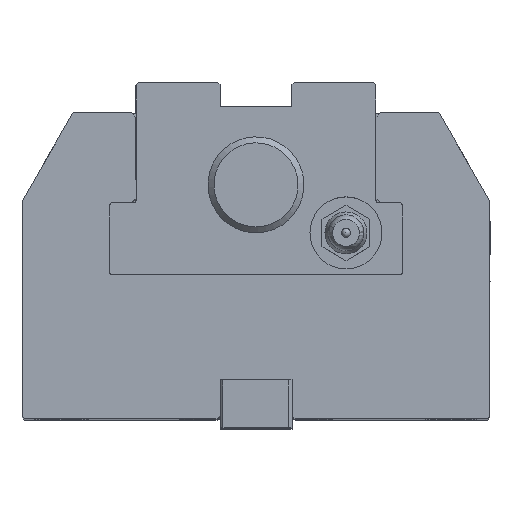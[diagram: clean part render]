
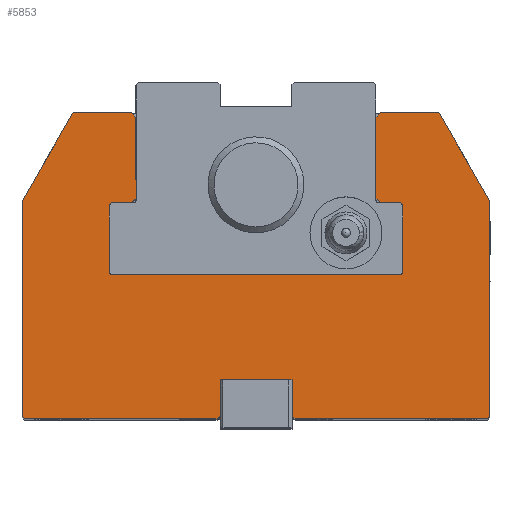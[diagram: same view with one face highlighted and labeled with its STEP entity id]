
A CAD part, top view. The second image highlights one B-rep face of the part: STEP entity #5853.
In plain terms, the highlighted planar face has unit normal (0, 0, 1).
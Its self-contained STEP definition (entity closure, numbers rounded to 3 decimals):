
#153=PLANE('',#6381);
#469=FACE_OUTER_BOUND('',#788,.T.);
#788=EDGE_LOOP('',(#4453,#4454,#4455,#4456,#4457,#4458,#4459,#4460,#4461,
#4462,#4463,#4464,#4465,#4466,#4467,#4468,#4469,#4470,#4471,#4472,#4473,
#4474,#4475,#4476,#4477,#4478,#4479,#4480,#4481,#4482));
#1083=LINE('',#8808,#1672);
#1102=LINE('',#8853,#1691);
#1112=LINE('',#8886,#1701);
#1161=LINE('',#9037,#1750);
#1175=LINE('',#9071,#1764);
#1225=LINE('',#9212,#1814);
#1229=LINE('',#9224,#1818);
#1232=LINE('',#9228,#1821);
#1236=LINE('',#9234,#1825);
#1239=LINE('',#9239,#1828);
#1244=LINE('',#9247,#1833);
#1247=LINE('',#9253,#1836);
#1250=LINE('',#9259,#1839);
#1253=LINE('',#9265,#1842);
#1256=LINE('',#9270,#1845);
#1261=LINE('',#9284,#1850);
#1265=LINE('',#9307,#1854);
#1268=LINE('',#9313,#1857);
#1271=LINE('',#9319,#1860);
#1274=LINE('',#9325,#1863);
#1275=LINE('',#9328,#1864);
#1280=LINE('',#9343,#1869);
#1281=LINE('',#9344,#1870);
#1282=LINE('',#9346,#1871);
#1283=LINE('',#9348,#1872);
#1284=LINE('',#9349,#1873);
#1672=VECTOR('',#7003,1000.);
#1691=VECTOR('',#7036,1000.);
#1701=VECTOR('',#7052,1000.);
#1750=VECTOR('',#7165,1000.);
#1764=VECTOR('',#7201,1000.);
#1814=VECTOR('',#7305,1000.);
#1818=VECTOR('',#7313,1000.);
#1821=VECTOR('',#7316,1000.);
#1825=VECTOR('',#7322,1000.);
#1828=VECTOR('',#7327,1000.);
#1833=VECTOR('',#7334,1000.);
#1836=VECTOR('',#7339,1000.);
#1839=VECTOR('',#7344,1000.);
#1842=VECTOR('',#7349,1000.);
#1845=VECTOR('',#7354,1000.);
#1850=VECTOR('',#7369,1000.);
#1854=VECTOR('',#7381,1000.);
#1857=VECTOR('',#7386,1000.);
#1860=VECTOR('',#7391,1000.);
#1863=VECTOR('',#7396,1000.);
#1864=VECTOR('',#7401,1000.);
#1869=VECTOR('',#7414,1000.);
#1870=VECTOR('',#7415,1000.);
#1871=VECTOR('',#7416,1000.);
#1872=VECTOR('',#7417,1000.);
#1873=VECTOR('',#7418,1000.);
#2283=CIRCLE('',#6283,0.56);
#2309=CIRCLE('',#6365,0.56);
#2310=CIRCLE('',#6367,0.56);
#2311=CIRCLE('',#6370,0.56);
#2566=VERTEX_POINT('',#8805);
#2567=VERTEX_POINT('',#8807);
#2585=VERTEX_POINT('',#8850);
#2586=VERTEX_POINT('',#8852);
#2590=VERTEX_POINT('',#8873);
#2594=VERTEX_POINT('',#8884);
#2640=VERTEX_POINT('',#9034);
#2641=VERTEX_POINT('',#9036);
#2648=VERTEX_POINT('',#9065);
#2692=VERTEX_POINT('',#9210);
#2697=VERTEX_POINT('',#9221);
#2698=VERTEX_POINT('',#9223);
#2699=VERTEX_POINT('',#9226);
#2701=VERTEX_POINT('',#9237);
#2703=VERTEX_POINT('',#9245);
#2705=VERTEX_POINT('',#9251);
#2707=VERTEX_POINT('',#9257);
#2709=VERTEX_POINT('',#9263);
#2710=VERTEX_POINT('',#9268);
#2711=VERTEX_POINT('',#9274);
#2714=VERTEX_POINT('',#9282);
#2716=VERTEX_POINT('',#9297);
#2719=VERTEX_POINT('',#9305);
#2721=VERTEX_POINT('',#9311);
#2723=VERTEX_POINT('',#9317);
#2725=VERTEX_POINT('',#9323);
#2730=VERTEX_POINT('',#9341);
#2731=VERTEX_POINT('',#9342);
#2732=VERTEX_POINT('',#9345);
#2733=VERTEX_POINT('',#9347);
#3178=EDGE_CURVE('',#2567,#2566,#1083,.T.);
#3200=EDGE_CURVE('',#2586,#2585,#1102,.T.);
#3206=EDGE_CURVE('',#2585,#2590,#2283,.T.);
#3212=EDGE_CURVE('',#2590,#2594,#1112,.T.);
#3279=EDGE_CURVE('',#2641,#2640,#1161,.T.);
#3298=EDGE_CURVE('',#2648,#2641,#1175,.T.);
#3359=EDGE_CURVE('',#2640,#2692,#1225,.T.);
#3364=EDGE_CURVE('',#2698,#2697,#1229,.T.);
#3367=EDGE_CURVE('',#2692,#2699,#1232,.T.);
#3371=EDGE_CURVE('',#2697,#2567,#1236,.T.);
#3374=EDGE_CURVE('',#2566,#2701,#1239,.T.);
#3379=EDGE_CURVE('',#2701,#2703,#1244,.T.);
#3382=EDGE_CURVE('',#2703,#2705,#1247,.T.);
#3385=EDGE_CURVE('',#2705,#2707,#1250,.T.);
#3388=EDGE_CURVE('',#2707,#2709,#1253,.T.);
#3391=EDGE_CURVE('',#2709,#2710,#1256,.T.);
#3392=EDGE_CURVE('',#2710,#2586,#2309,.T.);
#3394=EDGE_CURVE('',#2594,#2711,#2310,.T.);
#3398=EDGE_CURVE('',#2711,#2714,#1261,.T.);
#3401=EDGE_CURVE('',#2714,#2716,#2311,.T.);
#3405=EDGE_CURVE('',#2716,#2719,#1265,.T.);
#3408=EDGE_CURVE('',#2719,#2721,#1268,.T.);
#3411=EDGE_CURVE('',#2721,#2723,#1271,.T.);
#3414=EDGE_CURVE('',#2723,#2725,#1274,.T.);
#3416=EDGE_CURVE('',#2725,#2648,#1275,.T.);
#3424=EDGE_CURVE('',#2730,#2731,#1280,.T.);
#3425=EDGE_CURVE('',#2731,#2698,#1281,.T.);
#3426=EDGE_CURVE('',#2699,#2732,#1282,.T.);
#3427=EDGE_CURVE('',#2733,#2732,#1283,.T.);
#3428=EDGE_CURVE('',#2730,#2733,#1284,.T.);
#4453=ORIENTED_EDGE('',*,*,#3424,.T.);
#4454=ORIENTED_EDGE('',*,*,#3425,.T.);
#4455=ORIENTED_EDGE('',*,*,#3364,.T.);
#4456=ORIENTED_EDGE('',*,*,#3371,.T.);
#4457=ORIENTED_EDGE('',*,*,#3178,.T.);
#4458=ORIENTED_EDGE('',*,*,#3374,.T.);
#4459=ORIENTED_EDGE('',*,*,#3379,.T.);
#4460=ORIENTED_EDGE('',*,*,#3382,.T.);
#4461=ORIENTED_EDGE('',*,*,#3385,.T.);
#4462=ORIENTED_EDGE('',*,*,#3388,.T.);
#4463=ORIENTED_EDGE('',*,*,#3391,.T.);
#4464=ORIENTED_EDGE('',*,*,#3392,.T.);
#4465=ORIENTED_EDGE('',*,*,#3200,.T.);
#4466=ORIENTED_EDGE('',*,*,#3206,.T.);
#4467=ORIENTED_EDGE('',*,*,#3212,.T.);
#4468=ORIENTED_EDGE('',*,*,#3394,.T.);
#4469=ORIENTED_EDGE('',*,*,#3398,.T.);
#4470=ORIENTED_EDGE('',*,*,#3401,.T.);
#4471=ORIENTED_EDGE('',*,*,#3405,.T.);
#4472=ORIENTED_EDGE('',*,*,#3408,.T.);
#4473=ORIENTED_EDGE('',*,*,#3411,.T.);
#4474=ORIENTED_EDGE('',*,*,#3414,.T.);
#4475=ORIENTED_EDGE('',*,*,#3416,.T.);
#4476=ORIENTED_EDGE('',*,*,#3298,.T.);
#4477=ORIENTED_EDGE('',*,*,#3279,.T.);
#4478=ORIENTED_EDGE('',*,*,#3359,.T.);
#4479=ORIENTED_EDGE('',*,*,#3367,.T.);
#4480=ORIENTED_EDGE('',*,*,#3426,.T.);
#4481=ORIENTED_EDGE('',*,*,#3427,.F.);
#4482=ORIENTED_EDGE('',*,*,#3428,.F.);
#5853=ADVANCED_FACE('',(#469),#153,.T.);
#6283=AXIS2_PLACEMENT_3D('',#8875,#7043,#7044);
#6365=AXIS2_PLACEMENT_3D('',#9272,#7357,#7358);
#6367=AXIS2_PLACEMENT_3D('',#9276,#7362,#7363);
#6370=AXIS2_PLACEMENT_3D('',#9299,#7373,#7374);
#6381=AXIS2_PLACEMENT_3D('',#9340,#7412,#7413);
#7003=DIRECTION('',(0.,1.,0.));
#7036=DIRECTION('',(0.,-1.,0.));
#7043=DIRECTION('center_axis',(0.,0.,-1.));
#7044=DIRECTION('ref_axis',(1.,0.,0.));
#7052=DIRECTION('',(-1.,0.,0.));
#7165=DIRECTION('',(0.,-1.,0.));
#7201=DIRECTION('',(-0.5,-0.866,0.));
#7305=DIRECTION('',(0.707,-0.707,0.));
#7313=DIRECTION('',(1.,0.,0.));
#7316=DIRECTION('',(1.,0.,0.));
#7322=DIRECTION('',(0.707,0.707,0.));
#7327=DIRECTION('',(-0.5,0.866,0.));
#7334=DIRECTION('',(-1.,0.,0.));
#7339=DIRECTION('',(-0.707,-0.707,0.));
#7344=DIRECTION('',(0.,-1.,0.));
#7349=DIRECTION('',(0.707,-0.707,0.));
#7354=DIRECTION('',(1.,0.,0.));
#7357=DIRECTION('center_axis',(0.,0.,-1.));
#7358=DIRECTION('ref_axis',(1.,0.,0.));
#7362=DIRECTION('center_axis',(0.,0.,-1.));
#7363=DIRECTION('ref_axis',(1.,0.,0.));
#7369=DIRECTION('',(0.,1.,0.));
#7373=DIRECTION('center_axis',(0.,0.,-1.));
#7374=DIRECTION('ref_axis',(1.,0.,0.));
#7381=DIRECTION('',(1.,0.,0.));
#7386=DIRECTION('',(0.707,0.707,0.));
#7391=DIRECTION('',(0.,1.,0.));
#7396=DIRECTION('',(-0.707,0.707,0.));
#7401=DIRECTION('',(-1.,0.,0.));
#7412=DIRECTION('center_axis',(0.,0.,1.));
#7413=DIRECTION('ref_axis',(1.,0.,0.));
#7414=DIRECTION('',(0.,-1.,0.));
#7415=DIRECTION('',(0.707,-0.707,0.));
#7416=DIRECTION('',(0.707,0.707,0.));
#7417=DIRECTION('',(0.,-1.,0.));
#7418=DIRECTION('',(-1.,0.,0.));
#8805=CARTESIAN_POINT('',(39.,36.278,61.));
#8807=CARTESIAN_POINT('',(39.,0.371,61.));
#8808=CARTESIAN_POINT('',(39.,36.278,61.));
#8850=CARTESIAN_POINT('',(24.5,24.56,61.));
#8852=CARTESIAN_POINT('',(24.5,35.44,61.));
#8853=CARTESIAN_POINT('',(24.5,35.44,61.));
#8873=CARTESIAN_POINT('',(23.94,24.,61.));
#8875=CARTESIAN_POINT('Origin',(23.94,24.56,61.));
#8884=CARTESIAN_POINT('',(-23.94,24.,61.));
#8886=CARTESIAN_POINT('',(-23.94,24.,61.));
#9034=CARTESIAN_POINT('',(-39.,0.371,61.));
#9036=CARTESIAN_POINT('',(-39.,36.278,61.));
#9037=CARTESIAN_POINT('',(-39.,36.278,61.));
#9065=CARTESIAN_POINT('',(-30.5,51.,61.));
#9071=CARTESIAN_POINT('',(-30.5,51.,61.));
#9210=CARTESIAN_POINT('',(-38.629,0.,61.));
#9212=CARTESIAN_POINT('',(-38.629,0.,61.));
#9221=CARTESIAN_POINT('',(38.629,0.,61.));
#9223=CARTESIAN_POINT('',(6.5,0.,61.));
#9224=CARTESIAN_POINT('',(-38.629,0.,61.));
#9226=CARTESIAN_POINT('',(-6.5,0.,61.));
#9228=CARTESIAN_POINT('',(-38.629,0.,61.));
#9234=CARTESIAN_POINT('',(38.629,0.,61.));
#9237=CARTESIAN_POINT('',(30.5,51.,61.));
#9239=CARTESIAN_POINT('',(30.5,51.,61.));
#9245=CARTESIAN_POINT('',(20.7,51.,61.));
#9247=CARTESIAN_POINT('',(20.7,51.,61.));
#9251=CARTESIAN_POINT('',(20.,50.3,61.));
#9253=CARTESIAN_POINT('',(20.,50.3,61.));
#9257=CARTESIAN_POINT('',(20.,36.7,61.));
#9259=CARTESIAN_POINT('',(20.,50.3,61.));
#9263=CARTESIAN_POINT('',(20.7,36.,61.));
#9265=CARTESIAN_POINT('',(20.7,36.,61.));
#9268=CARTESIAN_POINT('',(23.94,36.,61.));
#9270=CARTESIAN_POINT('',(20.7,36.,61.));
#9272=CARTESIAN_POINT('Origin',(23.94,35.44,61.));
#9274=CARTESIAN_POINT('',(-24.5,24.56,61.));
#9276=CARTESIAN_POINT('Origin',(-23.94,24.56,61.));
#9282=CARTESIAN_POINT('',(-24.5,35.44,61.));
#9284=CARTESIAN_POINT('',(-24.5,35.44,61.));
#9297=CARTESIAN_POINT('',(-23.94,36.,61.));
#9299=CARTESIAN_POINT('Origin',(-23.94,35.44,61.));
#9305=CARTESIAN_POINT('',(-20.7,36.,61.));
#9307=CARTESIAN_POINT('',(-23.94,36.,61.));
#9311=CARTESIAN_POINT('',(-20.,36.7,61.));
#9313=CARTESIAN_POINT('',(-20.7,36.,61.));
#9317=CARTESIAN_POINT('',(-20.,50.3,61.));
#9319=CARTESIAN_POINT('',(-20.,50.3,61.));
#9323=CARTESIAN_POINT('',(-20.7,51.,61.));
#9325=CARTESIAN_POINT('',(-20.,50.3,61.));
#9328=CARTESIAN_POINT('',(-30.5,51.,61.));
#9340=CARTESIAN_POINT('Origin',(23.94,35.44,61.));
#9341=CARTESIAN_POINT('',(6.,6.5,61.));
#9342=CARTESIAN_POINT('',(6.,0.5,61.));
#9343=CARTESIAN_POINT('',(6.,6.5,61.));
#9344=CARTESIAN_POINT('',(-2.5,9.,61.));
#9345=CARTESIAN_POINT('',(-6.,0.5,61.));
#9346=CARTESIAN_POINT('',(26.44,32.94,61.));
#9347=CARTESIAN_POINT('',(-6.,6.5,61.));
#9348=CARTESIAN_POINT('',(-6.,6.5,61.));
#9349=CARTESIAN_POINT('',(6.,6.5,61.));
